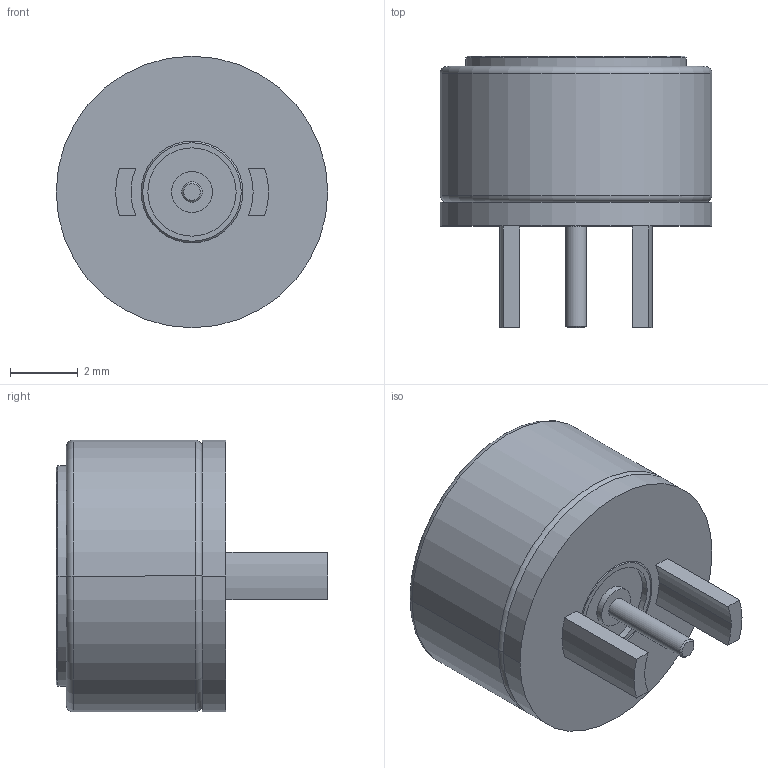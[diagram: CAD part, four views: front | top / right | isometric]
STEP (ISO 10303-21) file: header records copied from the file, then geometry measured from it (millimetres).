
FILE_DESCRIPTION (( 'STEP AP203' ), '1' );
FILE_NAME ('686-Q02212001C1.STEP', '2023-02-03T17:05:56', ( 'Magnum' ), ( '' ), 'SwSTEP 2.0', 'SolidWorks 2020', '' );
FILE_SCHEMA (( 'CONFIG_CONTROL_DESIGN' ));
Length unit declared in the file: millimetre
Products named in the file (1): 686-Q02212001C1
Bounding box: 8 x 8 x 8 mm (x, y, z)
Volume: 246.6 mm3; surface area: 407.7 mm2
Topology: 1 solids, 2 shells, 77 faces, 164 edges, 103 vertices
Faces by surface type: cylinder 34, plane 21, cone 14, torus 8
Entity records: 2177 total; most frequent: DIRECTION 420, CARTESIAN_POINT 343, ORIENTED_EDGE 324, AXIS2_PLACEMENT_3D 180, EDGE_CURVE 162, VERTEX_POINT 103, CIRCLE 102, EDGE_LOOP 93
